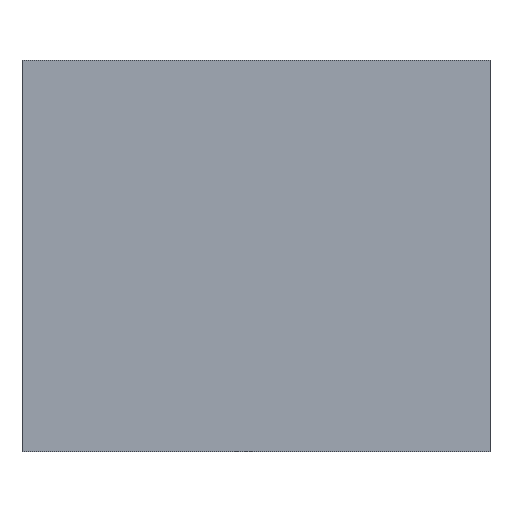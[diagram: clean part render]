
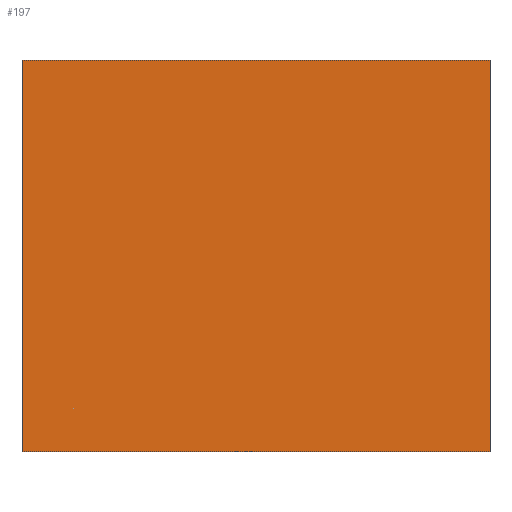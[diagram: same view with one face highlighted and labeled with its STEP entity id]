
A CAD part, front view. The second image highlights one B-rep face of the part: STEP entity #197.
In plain terms, the highlighted planar face has unit normal (0, -1, 0).
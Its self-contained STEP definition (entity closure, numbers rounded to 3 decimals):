
#27=FACE_OUTER_BOUND('',#39,.T.);
#39=EDGE_LOOP('',(#172,#173,#174,#175));
#52=LINE('',#300,#76);
#56=LINE('',#308,#80);
#59=LINE('',#314,#83);
#62=LINE('',#319,#86);
#76=VECTOR('',#249,10.);
#80=VECTOR('',#255,10.);
#83=VECTOR('',#260,10.);
#86=VECTOR('',#265,10.);
#96=VERTEX_POINT('',#298);
#97=VERTEX_POINT('',#299);
#100=VERTEX_POINT('',#307);
#102=VERTEX_POINT('',#313);
#116=EDGE_CURVE('',#96,#97,#52,.T.);
#120=EDGE_CURVE('',#100,#96,#56,.T.);
#123=EDGE_CURVE('',#102,#100,#59,.T.);
#126=EDGE_CURVE('',#97,#102,#62,.T.);
#172=ORIENTED_EDGE('',*,*,#126,.F.);
#173=ORIENTED_EDGE('',*,*,#116,.F.);
#174=ORIENTED_EDGE('',*,*,#120,.F.);
#175=ORIENTED_EDGE('',*,*,#123,.F.);
#186=PLANE('',#222);
#197=ADVANCED_FACE('',(#27),#186,.F.);
#222=AXIS2_PLACEMENT_3D('',#322,#269,#270);
#249=DIRECTION('',(-1.,0.,0.));
#255=DIRECTION('',(0.,0.,-1.));
#260=DIRECTION('',(1.,0.,0.));
#265=DIRECTION('',(0.,0.,1.));
#269=DIRECTION('center_axis',(0.,1.,0.));
#270=DIRECTION('ref_axis',(1.,0.,0.));
#298=CARTESIAN_POINT('',(7.3,0.,-6.1));
#299=CARTESIAN_POINT('',(0.,0.,-6.1));
#300=CARTESIAN_POINT('',(7.3,0.,-6.1));
#307=CARTESIAN_POINT('',(7.3,0.,0.));
#308=CARTESIAN_POINT('',(7.3,0.,0.));
#313=CARTESIAN_POINT('',(0.,0.,0.));
#314=CARTESIAN_POINT('',(0.,0.,0.));
#319=CARTESIAN_POINT('',(0.,0.,-6.1));
#322=CARTESIAN_POINT('Origin',(3.65,0.,-3.05));
